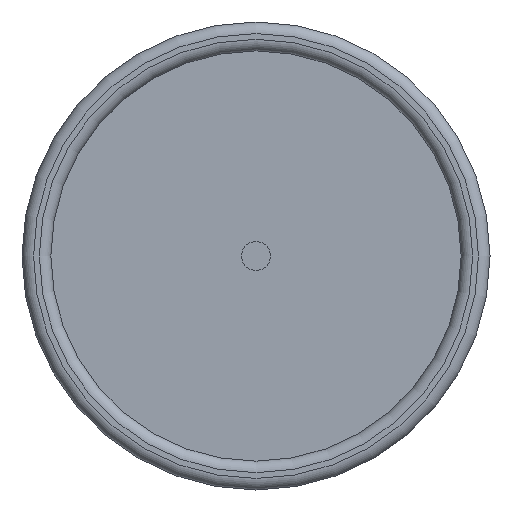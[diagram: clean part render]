
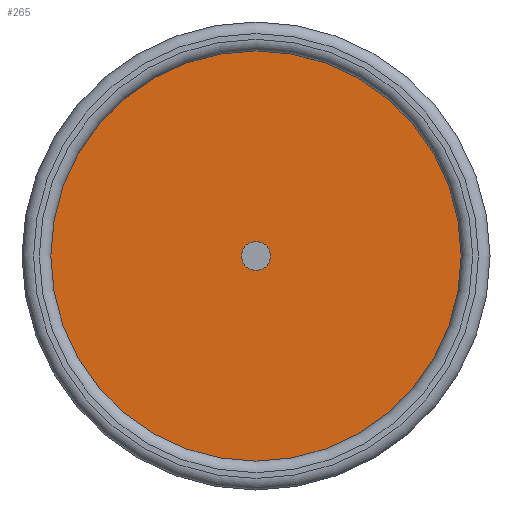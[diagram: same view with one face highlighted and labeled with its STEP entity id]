
A CAD part, front view. The second image highlights one B-rep face of the part: STEP entity #265.
In plain terms, the highlighted planar face has unit normal (0, -1, 0).
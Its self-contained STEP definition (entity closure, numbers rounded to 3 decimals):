
#40=FACE_BOUND('',#92,.T.);
#47=PLANE('',#324);
#66=FACE_OUTER_BOUND('',#91,.T.);
#91=EDGE_LOOP('',(#230));
#92=EDGE_LOOP('',(#231));
#119=CIRCLE('',#319,7.1);
#121=CIRCLE('',#323,0.5);
#139=VERTEX_POINT('',#488);
#141=VERTEX_POINT('',#495);
#168=EDGE_CURVE('',#139,#139,#119,.T.);
#171=EDGE_CURVE('',#141,#141,#121,.T.);
#230=ORIENTED_EDGE('',*,*,#168,.F.);
#231=ORIENTED_EDGE('',*,*,#171,.T.);
#265=ADVANCED_FACE('',(#66,#40),#47,.T.);
#319=AXIS2_PLACEMENT_3D('',#489,#406,#407);
#323=AXIS2_PLACEMENT_3D('',#496,#415,#416);
#324=AXIS2_PLACEMENT_3D('',#498,#418,#419);
#406=DIRECTION('center_axis',(0.,1.,0.));
#407=DIRECTION('ref_axis',(1.,0.,0.));
#415=DIRECTION('center_axis',(0.,1.,0.));
#416=DIRECTION('ref_axis',(1.,0.,0.));
#418=DIRECTION('center_axis',(0.,-1.,0.));
#419=DIRECTION('ref_axis',(0.,0.,-1.));
#488=CARTESIAN_POINT('',(0.,-16.35,-7.1));
#489=CARTESIAN_POINT('Origin',(0.,-16.35,0.));
#495=CARTESIAN_POINT('',(0.,-16.35,-0.5));
#496=CARTESIAN_POINT('Origin',(0.,-16.35,0.));
#498=CARTESIAN_POINT('Origin',(0.,-16.35,7.1));
